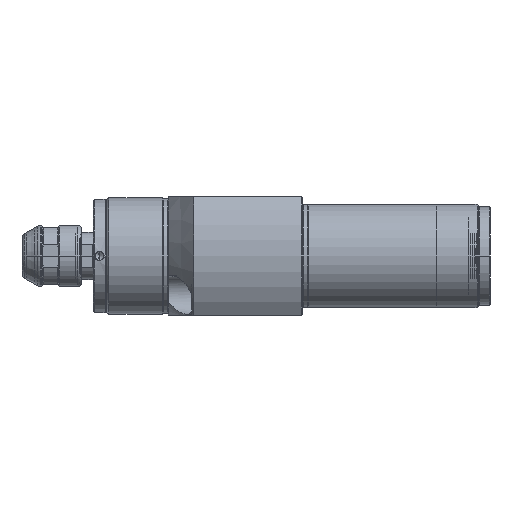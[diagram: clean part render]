
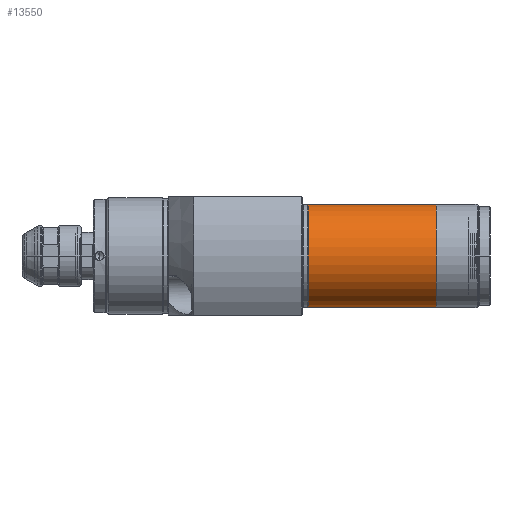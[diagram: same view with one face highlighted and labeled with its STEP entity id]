
A CAD part, front view. The second image highlights one B-rep face of the part: STEP entity #13550.
In plain terms, the highlighted cylindrical face has radius 10 mm (diameter 20 mm), a partial arc.
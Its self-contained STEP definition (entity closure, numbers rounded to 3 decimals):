
#96 = VERTEX_POINT ( 'NONE', #196 ) ;
#196 = CARTESIAN_POINT ( 'NONE',  ( 63.5, 0., 10. ) ) ;
#275 = CARTESIAN_POINT ( 'NONE',  ( 38.845, 0., 0. ) ) ;
#842 = ORIENTED_EDGE ( 'NONE', *, *, #7430, .F. ) ;
#1207 = ORIENTED_EDGE ( 'NONE', *, *, #4100, .T. ) ;
#1366 = DIRECTION ( 'NONE',  ( 1., 0., 0. ) ) ;
#1556 = AXIS2_PLACEMENT_3D ( 'NONE', #13518, #7734, #6547 ) ;
#2532 = CARTESIAN_POINT ( 'NONE',  ( 38.845, 0., -10. ) ) ;
#3168 = CARTESIAN_POINT ( 'NONE',  ( 63.5, 0., -10. ) ) ;
#4003 = VERTEX_POINT ( 'NONE', #10290 ) ;
#4086 = VERTEX_POINT ( 'NONE', #2532 ) ;
#4100 = EDGE_CURVE ( 'NONE', #4086, #13131, #5450, .T. ) ;
#4227 = FACE_OUTER_BOUND ( 'NONE', #7097, .T. ) ;
#4473 = ORIENTED_EDGE ( 'NONE', *, *, #17414, .F. ) ;
#4597 = DIRECTION ( 'NONE',  ( 0., 0., 1. ) ) ;
#5450 = LINE ( 'NONE', #8200, #13272 ) ;
#5494 = AXIS2_PLACEMENT_3D ( 'NONE', #16495, #15219, #13657 ) ;
#6547 = DIRECTION ( 'NONE',  ( 0., 0., 1. ) ) ;
#7097 = EDGE_LOOP ( 'NONE', ( #842, #1207, #10350, #4473 ) ) ;
#7430 = EDGE_CURVE ( 'NONE', #4086, #4003, #7977, .T. ) ;
#7734 = DIRECTION ( 'NONE',  ( -1., 0., 0. ) ) ;
#7893 = EDGE_CURVE ( 'NONE', #13131, #96, #12938, .T. ) ;
#7977 = CIRCLE ( 'NONE', #10003, 10. ) ;
#8200 = CARTESIAN_POINT ( 'NONE',  ( -2.845, 0., -10. ) ) ;
#8766 = CARTESIAN_POINT ( 'NONE',  ( -2.845, 0., 10. ) ) ;
#9480 = DIRECTION ( 'NONE',  ( 1., 0., 0. ) ) ;
#10003 = AXIS2_PLACEMENT_3D ( 'NONE', #275, #11516, #4597 ) ;
#10290 = CARTESIAN_POINT ( 'NONE',  ( 38.845, 0., 10. ) ) ;
#10350 = ORIENTED_EDGE ( 'NONE', *, *, #7893, .T. ) ;
#11516 = DIRECTION ( 'NONE',  ( -1., 0., 0. ) ) ;
#12632 = CYLINDRICAL_SURFACE ( 'NONE', #5494, 10. ) ;
#12938 = CIRCLE ( 'NONE', #1556, 10. ) ;
#13131 = VERTEX_POINT ( 'NONE', #3168 ) ;
#13272 = VECTOR ( 'NONE', #9480, 1000. ) ;
#13518 = CARTESIAN_POINT ( 'NONE',  ( 63.5, 0., 0. ) ) ;
#13550 = ADVANCED_FACE ( 'NONE', ( #4227 ), #12632, .T. ) ;
#13657 = DIRECTION ( 'NONE',  ( 0., 0., 1. ) ) ;
#15219 = DIRECTION ( 'NONE',  ( 1., 0., 0. ) ) ;
#16116 = VECTOR ( 'NONE', #1366, 1000. ) ;
#16495 = CARTESIAN_POINT ( 'NONE',  ( -2.845, 0., 0. ) ) ;
#17017 = LINE ( 'NONE', #8766, #16116 ) ;
#17414 = EDGE_CURVE ( 'NONE', #4003, #96, #17017, .T. ) ;
